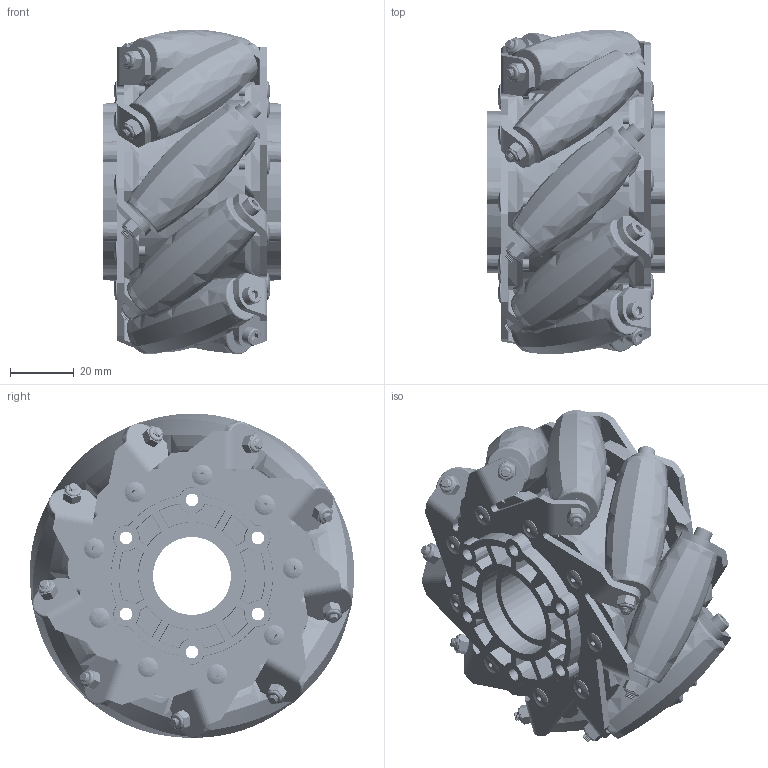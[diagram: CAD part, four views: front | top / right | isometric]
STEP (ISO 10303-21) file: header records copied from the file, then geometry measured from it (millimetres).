
FILE_DESCRIPTION (( 'STEP AP214' ), '1' );
FILE_NAME ('am-3026R 4HD Mecanum Right V3 With Screws.STEP', '2019-02-18T21:44:05', ( '' ), ( '' ), 'SwSTEP 2.0', 'SolidWorks 2018', '' );
FILE_SCHEMA (( 'AUTOMOTIVE_DESIGN' ));
Length unit declared in the file: millimetre
Products named in the file (1): am-3026R 4HD Mecanum Right V3 With Screws
Bounding box: 55.46 x 101.46 x 101.62 mm (x, y, z)
Volume: 194732 mm3; surface area: 155966.3 mm2
Topology: 67 solids, 67 shells, 2495 faces, 6153 edges, 3861 vertices
Faces by surface type: cone 881, plane 731, cylinder 727, bspline 156
Full cylindrical faces by diameter (mm): 1.587 x2, 1.588 x16, 3 x333, 3.124 x9, 3.175 x18, 3.277 x72, 3.988 x12, 4.762 x6, 4.763 x12, 5.5 x9, 6.35 x18, 7.302 x3, 7.303 x15, 24.384 x2, 28.575 x2
Entity records: 100533 total; most frequent: CARTESIAN_POINT 22662, DIRECTION 10404, ORIENTED_EDGE 8568, AXIS2_PLACEMENT_3D 4536, EDGE_CURVE 4284, EDGE_LOOP 4126, VERTEX_POINT 3288, FACE_OUTER_BOUND 3078
